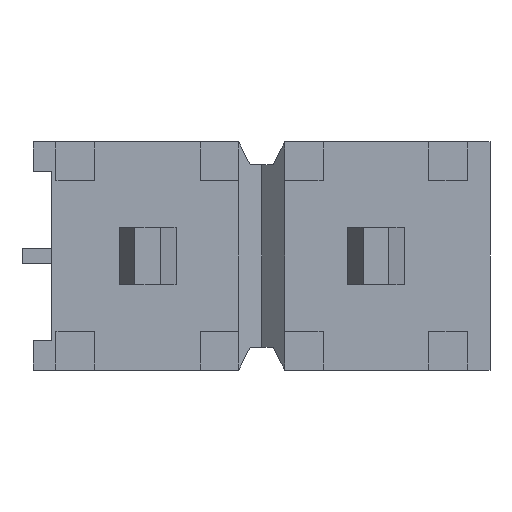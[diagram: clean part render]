
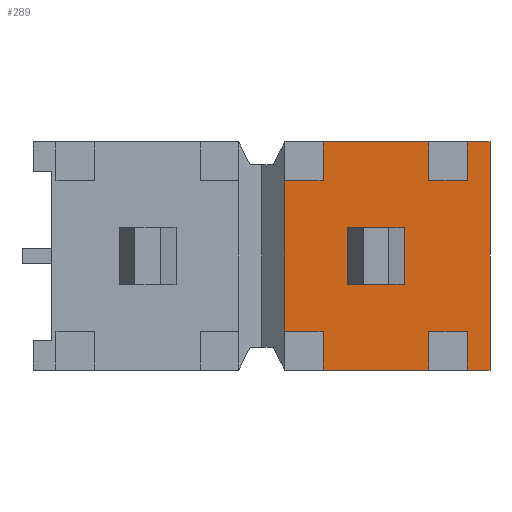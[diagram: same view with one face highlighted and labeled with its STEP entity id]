
A CAD part, front view. The second image highlights one B-rep face of the part: STEP entity #289.
In plain terms, the highlighted planar face has unit normal (0, -1, 0).
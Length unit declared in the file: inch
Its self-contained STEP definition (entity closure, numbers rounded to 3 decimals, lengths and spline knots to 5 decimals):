
#289 = ADVANCED_FACE( '', ( #600, #601 ), #602, .T. );
#600 = FACE_OUTER_BOUND( '', #944, .T. );
#601 = FACE_BOUND( '', #945, .T. );
#602 = PLANE( '', #946 );
#944 = EDGE_LOOP( '', ( #1593, #1594, #1595, #1596, #1597, #1598, #1599, #1600, #1601, #1602, #1603, #1604, #1605, #1606, #1607, #1608 ) );
#945 = EDGE_LOOP( '', ( #1609, #1610, #1611, #1612 ) );
#946 = AXIS2_PLACEMENT_3D( '', #1613, #1614, #1615 );
#1593 = ORIENTED_EDGE( '', *, *, #2300, .T. );
#1594 = ORIENTED_EDGE( '', *, *, #2336, .T. );
#1595 = ORIENTED_EDGE( '', *, *, #2337, .T. );
#1596 = ORIENTED_EDGE( '', *, *, #2241, .T. );
#1597 = ORIENTED_EDGE( '', *, *, #2328, .F. );
#1598 = ORIENTED_EDGE( '', *, *, #2338, .T. );
#1599 = ORIENTED_EDGE( '', *, *, #2339, .T. );
#1600 = ORIENTED_EDGE( '', *, *, #2312, .T. );
#1601 = ORIENTED_EDGE( '', *, *, #2340, .F. );
#1602 = ORIENTED_EDGE( '', *, *, #2322, .F. );
#1603 = ORIENTED_EDGE( '', *, *, #2341, .T. );
#1604 = ORIENTED_EDGE( '', *, *, #2342, .T. );
#1605 = ORIENTED_EDGE( '', *, *, #2317, .F. );
#1606 = ORIENTED_EDGE( '', *, *, #2201, .F. );
#1607 = ORIENTED_EDGE( '', *, *, #2206, .T. );
#1608 = ORIENTED_EDGE( '', *, *, #2343, .T. );
#1609 = ORIENTED_EDGE( '', *, *, #2226, .F. );
#1610 = ORIENTED_EDGE( '', *, *, #2286, .F. );
#1611 = ORIENTED_EDGE( '', *, *, #2344, .F. );
#1612 = ORIENTED_EDGE( '', *, *, #2222, .F. );
#1613 = CARTESIAN_POINT( '', ( 0.13637, 0.02, 0.1 ) );
#1614 = DIRECTION( '', ( 0., -1., 0. ) );
#1615 = DIRECTION( '', ( 0., 0., -1. ) );
#2201 = EDGE_CURVE( '', #2672, #2673, #2674, .T. );
#2206 = EDGE_CURVE( '', #2672, #2681, #2682, .T. );
#2222 = EDGE_CURVE( '', #2703, #2705, #2706, .T. );
#2226 = EDGE_CURVE( '', #2709, #2703, #2711, .T. );
#2241 = EDGE_CURVE( '', #2734, #2732, #2735, .T. );
#2286 = EDGE_CURVE( '', #2795, #2709, #2797, .T. );
#2300 = EDGE_CURVE( '', #2817, #2818, #2819, .T. );
#2312 = EDGE_CURVE( '', #2833, #2834, #2835, .T. );
#2317 = EDGE_CURVE( '', #2673, #2842, #2843, .T. );
#2322 = EDGE_CURVE( '', #2849, #2851, #2852, .T. );
#2328 = EDGE_CURVE( '', #2859, #2732, #2860, .T. );
#2336 = EDGE_CURVE( '', #2818, #2870, #2871, .T. );
#2337 = EDGE_CURVE( '', #2870, #2734, #2872, .T. );
#2338 = EDGE_CURVE( '', #2859, #2873, #2874, .T. );
#2339 = EDGE_CURVE( '', #2873, #2833, #2875, .T. );
#2340 = EDGE_CURVE( '', #2851, #2834, #2876, .T. );
#2341 = EDGE_CURVE( '', #2849, #2877, #2878, .T. );
#2342 = EDGE_CURVE( '', #2877, #2842, #2879, .T. );
#2343 = EDGE_CURVE( '', #2681, #2817, #2880, .T. );
#2344 = EDGE_CURVE( '', #2705, #2795, #2881, .T. );
#2672 = VERTEX_POINT( '', #3331 );
#2673 = VERTEX_POINT( '', #3332 );
#2674 = LINE( '', #3333, #3334 );
#2681 = VERTEX_POINT( '', #3344 );
#2682 = LINE( '', #3345, #3346 );
#2703 = VERTEX_POINT( '', #3377 );
#2705 = VERTEX_POINT( '', #3380 );
#2706 = LINE( '', #3381, #3382 );
#2709 = VERTEX_POINT( '', #3386 );
#2711 = LINE( '', #3389, #3390 );
#2732 = VERTEX_POINT( '', #3420 );
#2734 = VERTEX_POINT( '', #3423 );
#2735 = LINE( '', #3424, #3425 );
#2795 = VERTEX_POINT( '', #3517 );
#2797 = LINE( '', #3520, #3521 );
#2817 = VERTEX_POINT( '', #3550 );
#2818 = VERTEX_POINT( '', #3551 );
#2819 = LINE( '', #3552, #3553 );
#2833 = VERTEX_POINT( '', #3574 );
#2834 = VERTEX_POINT( '', #3575 );
#2835 = LINE( '', #3576, #3577 );
#2842 = VERTEX_POINT( '', #3587 );
#2843 = LINE( '', #3588, #3589 );
#2849 = VERTEX_POINT( '', #3597 );
#2851 = VERTEX_POINT( '', #3600 );
#2852 = LINE( '', #3601, #3602 );
#2859 = VERTEX_POINT( '', #3612 );
#2860 = LINE( '', #3613, #3614 );
#2870 = VERTEX_POINT( '', #3629 );
#2871 = LINE( '', #3630, #3631 );
#2872 = LINE( '', #3632, #3633 );
#2873 = VERTEX_POINT( '', #3634 );
#2874 = LINE( '', #3635, #3636 );
#2875 = LINE( '', #3637, #3638 );
#2876 = LINE( '', #3639, #3640 );
#2877 = VERTEX_POINT( '', #3641 );
#2878 = LINE( '', #3642, #3643 );
#2879 = LINE( '', #3644, #3645 );
#2880 = LINE( '', #3646, #3647 );
#2881 = LINE( '', #3648, #3649 );
#3331 = CARTESIAN_POINT( '', ( 0.09012, 0.02, -0.033 ) );
#3332 = CARTESIAN_POINT( '', ( 0.07312, 0.02, -0.033 ) );
#3333 = CARTESIAN_POINT( '', ( 0.2, 0.02, -0.033 ) );
#3334 = VECTOR( '', #3946, 39.37008 );
#3344 = CARTESIAN_POINT( '', ( 0.09012, 0.02, -0.05 ) );
#3345 = CARTESIAN_POINT( '', ( 0.09012, 0.02, 0.1 ) );
#3346 = VECTOR( '', #3950, 39.37008 );
#3377 = CARTESIAN_POINT( '', ( 0.0375, 0.02, -0.0125 ) );
#3380 = CARTESIAN_POINT( '', ( 0.0625, 0.02, -0.0125 ) );
#3381 = CARTESIAN_POINT( '', ( 0.0625, 0.02, -0.0125 ) );
#3382 = VECTOR( '', #3962, 39.37008 );
#3386 = CARTESIAN_POINT( '', ( 0.0375, 0.02, 0.0125 ) );
#3389 = CARTESIAN_POINT( '', ( 0.0375, 0.02, -0.0125 ) );
#3390 = VECTOR( '', #3965, 39.37008 );
#3420 = CARTESIAN_POINT( '', ( 0.07312, 0.02, 0.033 ) );
#3423 = CARTESIAN_POINT( '', ( 0.09012, 0.02, 0.033 ) );
#3424 = CARTESIAN_POINT( '', ( 0.2, 0.02, 0.033 ) );
#3425 = VECTOR( '', #3976, 39.37008 );
#3517 = CARTESIAN_POINT( '', ( 0.0625, 0.02, 0.0125 ) );
#3520 = CARTESIAN_POINT( '', ( 0.0375, 0.02, 0.0125 ) );
#3521 = VECTOR( '', #4010, 39.37008 );
#3550 = CARTESIAN_POINT( '', ( 0.1, 0.02, -0.05 ) );
#3551 = CARTESIAN_POINT( '', ( 0.1, 0.02, 0.05 ) );
#3552 = CARTESIAN_POINT( '', ( 0.1, 0.02, 0.05 ) );
#3553 = VECTOR( '', #4020, 39.37008 );
#3574 = CARTESIAN_POINT( '', ( 0.02688, 0.02, 0.033 ) );
#3575 = CARTESIAN_POINT( '', ( 0.01, 0.02, 0.033 ) );
#3576 = CARTESIAN_POINT( '', ( 0.2, 0.02, 0.033 ) );
#3577 = VECTOR( '', #4028, 39.37008 );
#3587 = CARTESIAN_POINT( '', ( 0.07312, 0.02, -0.05 ) );
#3588 = CARTESIAN_POINT( '', ( 0.07312, 0.02, 0.1 ) );
#3589 = VECTOR( '', #4032, 39.37008 );
#3597 = CARTESIAN_POINT( '', ( 0.02688, 0.02, -0.033 ) );
#3600 = CARTESIAN_POINT( '', ( 0.01, 0.02, -0.033 ) );
#3601 = CARTESIAN_POINT( '', ( 0.2, 0.02, -0.033 ) );
#3602 = VECTOR( '', #4036, 39.37008 );
#3612 = CARTESIAN_POINT( '', ( 0.07312, 0.02, 0.05 ) );
#3613 = CARTESIAN_POINT( '', ( 0.07312, 0.02, 0.1 ) );
#3614 = VECTOR( '', #4040, 39.37008 );
#3629 = CARTESIAN_POINT( '', ( 0.09012, 0.02, 0.05 ) );
#3630 = CARTESIAN_POINT( '', ( -0.1, 0.02, 0.05 ) );
#3631 = VECTOR( '', #4046, 39.37008 );
#3632 = CARTESIAN_POINT( '', ( 0.09012, 0.02, 0.1 ) );
#3633 = VECTOR( '', #4047, 39.37008 );
#3634 = CARTESIAN_POINT( '', ( 0.02688, 0.02, 0.05 ) );
#3635 = CARTESIAN_POINT( '', ( -0.1, 0.02, 0.05 ) );
#3636 = VECTOR( '', #4048, 39.37008 );
#3637 = CARTESIAN_POINT( '', ( 0.02688, 0.02, 0.1 ) );
#3638 = VECTOR( '', #4049, 39.37008 );
#3639 = CARTESIAN_POINT( '', ( 0.01, 0.02, 0.2 ) );
#3640 = VECTOR( '', #4050, 39.37008 );
#3641 = CARTESIAN_POINT( '', ( 0.02688, 0.02, -0.05 ) );
#3642 = CARTESIAN_POINT( '', ( 0.02688, 0.02, 0.1 ) );
#3643 = VECTOR( '', #4051, 39.37008 );
#3644 = CARTESIAN_POINT( '', ( 0.1, 0.02, -0.05 ) );
#3645 = VECTOR( '', #4052, 39.37008 );
#3646 = CARTESIAN_POINT( '', ( 0.1, 0.02, -0.05 ) );
#3647 = VECTOR( '', #4053, 39.37008 );
#3648 = CARTESIAN_POINT( '', ( 0.0625, 0.02, 0.0125 ) );
#3649 = VECTOR( '', #4054, 39.37008 );
#3946 = DIRECTION( '', ( -1., 0., 0. ) );
#3950 = DIRECTION( '', ( 0., 0., -1. ) );
#3962 = DIRECTION( '', ( 1., 0., 0. ) );
#3965 = DIRECTION( '', ( 0., 0., -1. ) );
#3976 = DIRECTION( '', ( -1., 0., 0. ) );
#4010 = DIRECTION( '', ( -1., 0., 0. ) );
#4020 = DIRECTION( '', ( 0., 0., 1. ) );
#4028 = DIRECTION( '', ( -1., 0., 0. ) );
#4032 = DIRECTION( '', ( 0., 0., -1. ) );
#4036 = DIRECTION( '', ( -1., 0., 0. ) );
#4040 = DIRECTION( '', ( 0., 0., -1. ) );
#4046 = DIRECTION( '', ( -1., 0., 0. ) );
#4047 = DIRECTION( '', ( 0., 0., -1. ) );
#4048 = DIRECTION( '', ( -1., 0., 0. ) );
#4049 = DIRECTION( '', ( 0., 0., -1. ) );
#4050 = DIRECTION( '', ( 0., 0., 1. ) );
#4051 = DIRECTION( '', ( 0., 0., -1. ) );
#4052 = DIRECTION( '', ( 1., 0., 0. ) );
#4053 = DIRECTION( '', ( 1., 0., 0. ) );
#4054 = DIRECTION( '', ( 0., 0., 1. ) );
